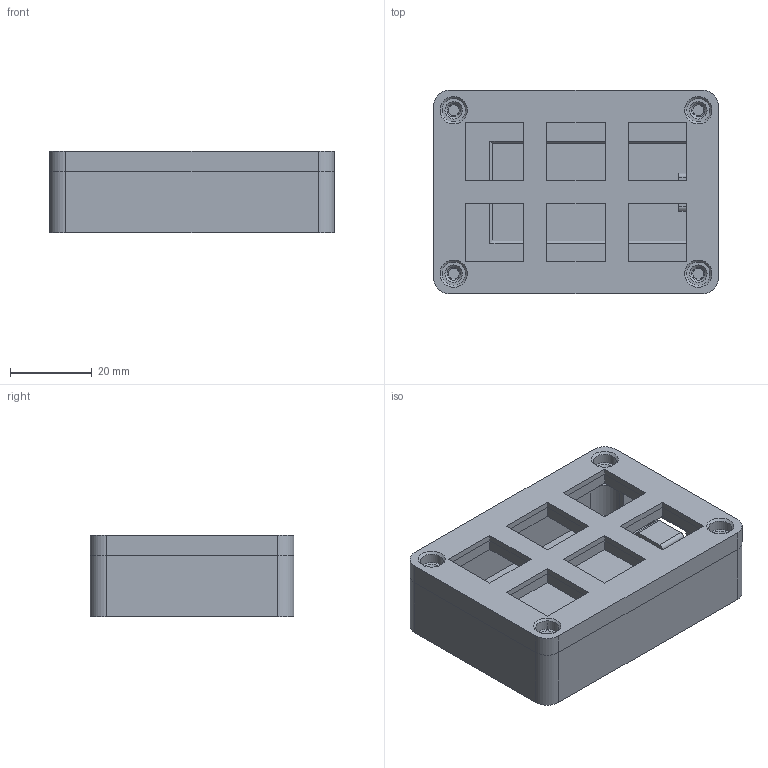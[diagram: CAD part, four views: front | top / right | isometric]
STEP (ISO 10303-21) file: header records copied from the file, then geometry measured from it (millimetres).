
FILE_DESCRIPTION(/* description */ ('STEP AP242','CAx-IF Rec.Pracs.---Representation and Presentation of Product Manufacturing Information (PMI)---4.0---2014-10-13','CAx-IF Rec.Pracs.---3D Tessellated Geometry---0.4---2014-09-14','2;1'),/* implementation_level */ '2;1');
FILE_NAME(/* name */ '665363c5534d9d0c80a893f6',/* time_stamp */ '2024-05-26T16:31:02Z',/* author */ (''),/* organization */ (''),/* preprocessor_version */ 'ST-DEVELOPER v20',/* originating_system */ ' ',/* authorisation */ ' ');
FILE_SCHEMA (('AP242_MANAGED_MODEL_BASED_3D_ENGINEERING_MIM_LF { 1 0 10303 442 1 1 4 }'));
Length unit declared in the file: metre
Products named in the file (4): Assembly 1; pico mock; plate; bottom
Assembly tree (3 placements, depth 2):
  Assembly 1
    pico mock
    plate
    bottom
Bounding box: 69.84 x 49.94 x 20 mm (x, y, z)
Volume: 40344.6 mm3; surface area: 23362.1 mm2
Topology: 3 solids, 3 shells, 155 faces, 381 edges, 250 vertices
Faces by surface type: plane 113, cylinder 26, cone 16
Full cylindrical faces by diameter (mm): 2.7 x4, 3.3 x4, 5.68 x4
Entity records: 4458 total; most frequent: CARTESIAN_POINT 746, DIRECTION 735, ORIENTED_EDGE 690, EDGE_CURVE 345, LINE 273, VECTOR 273, VERTEX_POINT 242, AXIS2_PLACEMENT_3D 231
